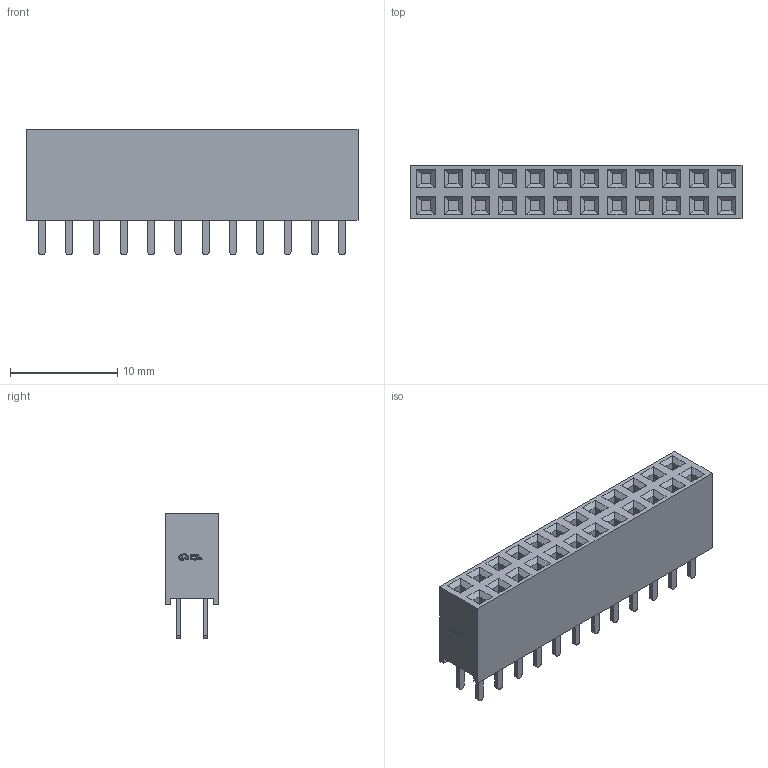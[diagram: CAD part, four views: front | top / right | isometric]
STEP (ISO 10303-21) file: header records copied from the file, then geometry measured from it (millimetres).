
FILE_DESCRIPTION(/* description */ ('Designed by EasyEDA Pro'),/* implementation_level */ '2;1');
FILE_NAME(/* name */ 'PM_2.54_2X12P_LH.step',/* time_stamp */ '2025-03-27T15:34:18+08:00',/* author */ (''),/* organization */ (''),/* preprocessor_version */ 'ST-DEVELOPER v20.1',/* originating_system */ 'Autodesk Translation Framework v14.4.0.0',/* authorisation */ '');
FILE_SCHEMA (('AUTOMOTIVE_DESIGN { 1 0 10303 214 3 1 1 }'));
Length unit declared in the file: millimetre
Products named in the file (3): fSgQ-PCBModel; fSgQ-Board; fSgQ-H1-HDR-TH_24P-P2.54-V-F-R2-C12-S2.54-2
Assembly tree (2 placements, depth 2):
  fSgQ-PCBModel
    fSgQ-Board
    fSgQ-H1-HDR-TH_24P-P2.54-V-F-R2-C12-S2.54-2
Bounding box: 30.89 x 5 x 11.7 mm (x, y, z)
Volume: 1135.6 mm3; surface area: 1641.1 mm2
Topology: 1 solids, 1 shells, 629 faces, 1563 edges, 1010 vertices
Faces by surface type: plane 493, bspline 112, cylinder 24
Entity records: 19970 total; most frequent: CARTESIAN_POINT 5047, ORIENTED_EDGE 3126, DIRECTION 2603, EDGE_CURVE 1563, LINE 1291, VECTOR 1291, VERTEX_POINT 1010, EDGE_LOOP 703
